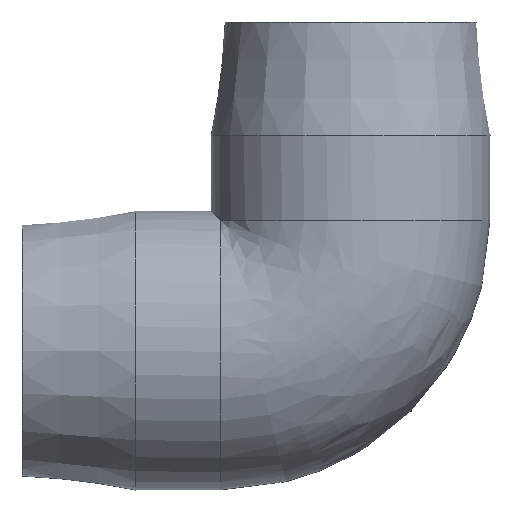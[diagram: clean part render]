
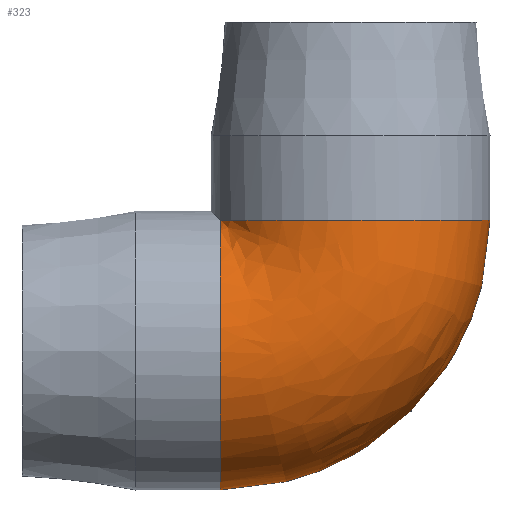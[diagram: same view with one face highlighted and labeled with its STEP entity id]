
A CAD part, front view. The second image highlights one B-rep face of the part: STEP entity #323.
In plain terms, the highlighted free-form (B-spline) face has degree [2, 2] with [9, 3] control points.
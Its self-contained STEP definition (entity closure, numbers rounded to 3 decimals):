
#25=(
BOUNDED_SURFACE()
B_SPLINE_SURFACE(2,2,((#548,#549,#550),(#551,#552,#553),(#554,#555,#556),
(#557,#558,#559),(#560,#561,#562),(#563,#564,#565),(#566,#567,#568),(#569,
#570,#571),(#572,#573,#574)),.UNSPECIFIED.,.F.,.F.,.F.)
B_SPLINE_SURFACE_WITH_KNOTS((3,2,2,2,3),(3,3),(-2.779,-1.39,
0.,1.39,2.779),(0.,1.571),
 .UNSPECIFIED.)
GEOMETRIC_REPRESENTATION_ITEM()
RATIONAL_B_SPLINE_SURFACE(((1.,0.707,1.),(0.768,
0.543,0.768),(1.,0.707,1.),(0.768,
0.543,0.768),(1.,0.707,1.),(0.768,
0.543,0.768),(1.,0.707,1.),(0.768,
0.543,0.768),(1.,0.707,1.)))
REPRESENTATION_ITEM('')
SURFACE()
);
#71=FACE_OUTER_BOUND('',#105,.T.);
#105=EDGE_LOOP('',(#253,#254));
#162=CIRCLE('',#363,48.5);
#163=CIRCLE('',#364,48.5);
#190=VERTEX_POINT('',#575);
#191=VERTEX_POINT('',#576);
#220=EDGE_CURVE('',#190,#191,#162,.T.);
#221=EDGE_CURVE('',#191,#190,#163,.T.);
#253=ORIENTED_EDGE('',*,*,#220,.T.);
#254=ORIENTED_EDGE('',*,*,#221,.T.);
#323=ADVANCED_FACE('',(#71),#25,.F.);
#363=AXIS2_PLACEMENT_3D('',#577,#437,#438);
#364=AXIS2_PLACEMENT_3D('',#578,#439,#440);
#437=DIRECTION('center_axis',(0.,0.,
-1.));
#438=DIRECTION('ref_axis',(-1.,0.,0.));
#439=DIRECTION('center_axis',(1.,0.,0.));
#440=DIRECTION('ref_axis',(0.,0.,-1.));
#548=CARTESIAN_POINT('Ctrl Pts',(-45.35,17.194,45.35));
#549=CARTESIAN_POINT('Ctrl Pts',(-45.35,17.194,45.35));
#550=CARTESIAN_POINT('Ctrl Pts',(-45.35,17.194,45.35));
#551=CARTESIAN_POINT('Ctrl Pts',(-45.35,54.99,31.02));
#552=CARTESIAN_POINT('Ctrl Pts',(-31.02,54.99,31.02));
#553=CARTESIAN_POINT('Ctrl Pts',(-31.02,54.99,45.35));
#554=CARTESIAN_POINT('Ctrl Pts',(-45.35,47.706,-8.74));
#555=CARTESIAN_POINT('Ctrl Pts',(8.74,47.706,-8.74));
#556=CARTESIAN_POINT('Ctrl Pts',(8.74,47.706,45.35));
#557=CARTESIAN_POINT('Ctrl Pts',(-45.35,40.422,-48.5));
#558=CARTESIAN_POINT('Ctrl Pts',(48.5,40.422,-48.5));
#559=CARTESIAN_POINT('Ctrl Pts',(48.5,40.422,45.35));
#560=CARTESIAN_POINT('Ctrl Pts',(-45.35,0.,-48.5));
#561=CARTESIAN_POINT('Ctrl Pts',(48.5,0.,-48.5));
#562=CARTESIAN_POINT('Ctrl Pts',(48.5,0.,45.35));
#563=CARTESIAN_POINT('Ctrl Pts',(-45.35,-40.422,-48.5));
#564=CARTESIAN_POINT('Ctrl Pts',(48.5,-40.422,-48.5));
#565=CARTESIAN_POINT('Ctrl Pts',(48.5,-40.422,45.35));
#566=CARTESIAN_POINT('Ctrl Pts',(-45.35,-47.706,-8.74));
#567=CARTESIAN_POINT('Ctrl Pts',(8.74,-47.706,-8.74));
#568=CARTESIAN_POINT('Ctrl Pts',(8.74,-47.706,45.35));
#569=CARTESIAN_POINT('Ctrl Pts',(-45.35,-54.99,31.02));
#570=CARTESIAN_POINT('Ctrl Pts',(-31.02,-54.99,31.02));
#571=CARTESIAN_POINT('Ctrl Pts',(-31.02,-54.99,45.35));
#572=CARTESIAN_POINT('Ctrl Pts',(-45.35,-17.194,45.35));
#573=CARTESIAN_POINT('Ctrl Pts',(-45.35,-17.194,45.35));
#574=CARTESIAN_POINT('Ctrl Pts',(-45.35,-17.194,45.35));
#575=CARTESIAN_POINT('',(-45.35,17.194,45.35));
#576=CARTESIAN_POINT('',(-45.35,-17.194,45.35));
#577=CARTESIAN_POINT('Origin',(0.,0.,
45.35));
#578=CARTESIAN_POINT('Origin',(-45.35,0.,0.));
